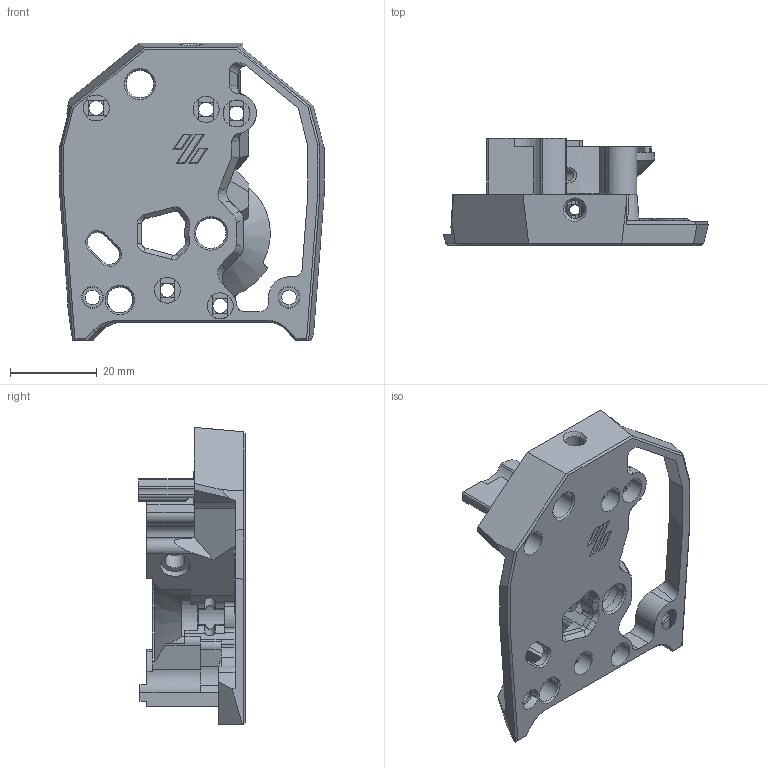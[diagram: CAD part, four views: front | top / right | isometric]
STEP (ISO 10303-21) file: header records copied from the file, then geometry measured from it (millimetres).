
FILE_DESCRIPTION(/* description */ (''),/* implementation_level */ '2;1');
FILE_NAME(/* name */ 'BTT MAIN BODY v 1.1.step',/* time_stamp */ '2023-10-17T23:33:05+02:00',/* author */ (''),/* organization */ (''),/* preprocessor_version */ 'ST-DEVELOPER v20',/* originating_system */ 'Autodesk Translation Framework v12.14.0.127',/* authorisation */ '');
FILE_SCHEMA (('AUTOMOTIVE_DESIGN { 1 0 10303 214 3 1 1 }'));
Length unit declared in the file: millimetre
Products named in the file (1): BTT MAIN BODY v 1.1
Bounding box: 61.17 x 24.7 x 68.69 mm (x, y, z)
Volume: 23053.2 mm3; surface area: 13685 mm2
Topology: 1 solids, 1 shells, 431 faces, 1192 edges, 766 vertices
Faces by surface type: plane 235, cylinder 137, cone 29, bspline 28, torus 2
Full cylindrical faces by diameter (mm): 2.4 x2, 2.8 x1, 3.2 x1, 3.4 x6, 4.2 x2, 4.7 x4, 6 x5, 6.248 x1, 6.4 x1, 7 x2, 8.2 x1
Entity records: 15121 total; most frequent: CARTESIAN_POINT 3953, ORIENTED_EDGE 2384, DIRECTION 2298, EDGE_CURVE 1192, AXIS2_PLACEMENT_3D 788, VERTEX_POINT 766, LINE 722, VECTOR 722
